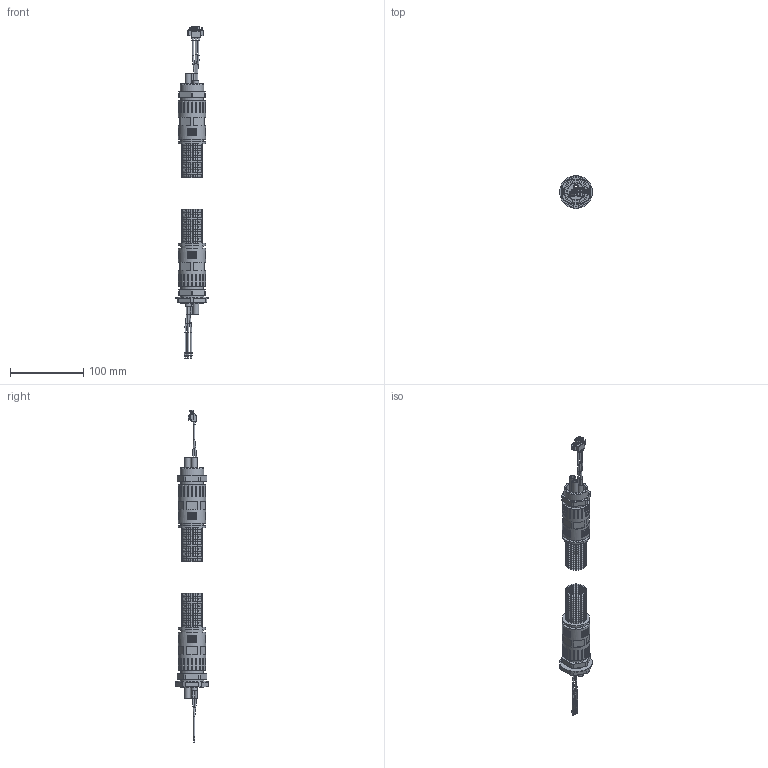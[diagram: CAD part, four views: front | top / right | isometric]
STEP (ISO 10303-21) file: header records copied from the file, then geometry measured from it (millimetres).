
FILE_DESCRIPTION(/* description */ ('STEP AP214'),/* implementation_level */ '2;1');
FILE_NAME(/* name */ '3673475_NHSB-A1-06-BLG3-LE3-PU8-2XBB',/* time_stamp */ '2024-09-12T22:35:33+02:00',/* author */ ('License CC BY-ND 4.0'),/* organization */ ('CADENAS'),/* preprocessor_version */ 'ST-DEVELOPER v19.3',/* originating_system */ 'PARTsolutions',/* authorisation */ ' ');
FILE_SCHEMA (('AUTOMOTIVE_DESIGN {1 0 10303 214 3 1 1}'));
Length unit declared in the file: millimetre
Products named in the file (10): 3673475 NHSB-A1-0,6-BLG3-LE3-PU8-2XBB; 1564159 RQGZ-M-M32x1.5; 1561685 DE-M3x8-M32x1.5; 197392 PUN-H-8X1,25-SW---(50); 197385 PUN-H-8X1,25-BL---(50); 3670366 3X0.75-1.400---(2); 733521 3POL; 3670388 NHBS-A1-0.6; 3670366 3X0.75-1.400---(1); 525499 GMP-GL-M32x1,5
Assembly tree (14 placements, depth 2):
  3673475 NHSB-A1-0,6-BLG3-LE3-PU8-2XBB
    1564159 RQGZ-M-M32x1.5  x2
    1561685 DE-M3x8-M32x1.5  x2
    197392 PUN-H-8X1,25-SW---(50)  x2
    197385 PUN-H-8X1,25-BL---(50)  x2
    3670366 3X0.75-1.400---(2)
    733521 3POL
    3670388 NHBS-A1-0.6  x2
    3670366 3X0.75-1.400---(1)
    525499 GMP-GL-M32x1,5
Bounding box: 45.2 x 45.2 x 454 mm (x, y, z)
Volume: 120908.4 mm3; surface area: 130002.5 mm2
Topology: 14 solids, 14 shells, 1548 faces, 3290 edges, 2058 vertices
Faces by surface type: plane 578, cylinder 547, torus 404, cone 19
Full cylindrical faces by diameter (mm): 1.2 x3, 1.6 x3, 1.75 x2, 2 x12, 2.5 x2, 2.8 x6, 2.9 x3, 3.8 x2, 3.9 x2, 5.7 x4, 8 x12, 22.5 x50, 23.5 x50, 25 x2, 25.1 x2, 25.5 x2, 27.5 x48, 28.2 x2, 28.5 x50, 30.376 x1, 30.7 x2, 31 x2, 32 x2, 37 x2, 37.2 x2, 45.2 x1
Entity records: 24956 total; most frequent: DIRECTION 4552, CARTESIAN_POINT 3928, ORIENTED_EDGE 3340, AXIS2_PLACEMENT_3D 1930, EDGE_CURVE 1670, EDGE_LOOP 1498, FACE_BOUND 1498, VERTEX_POINT 1286
